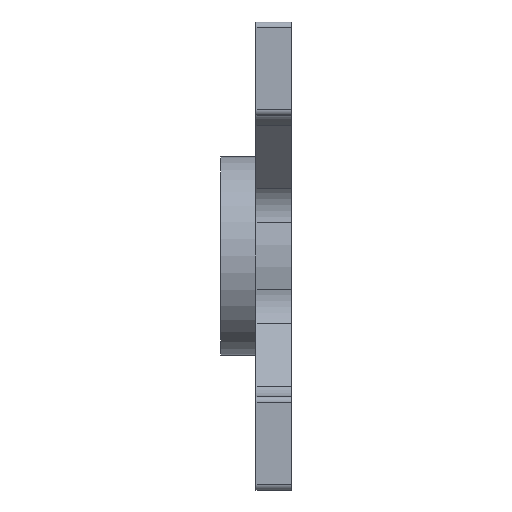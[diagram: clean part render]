
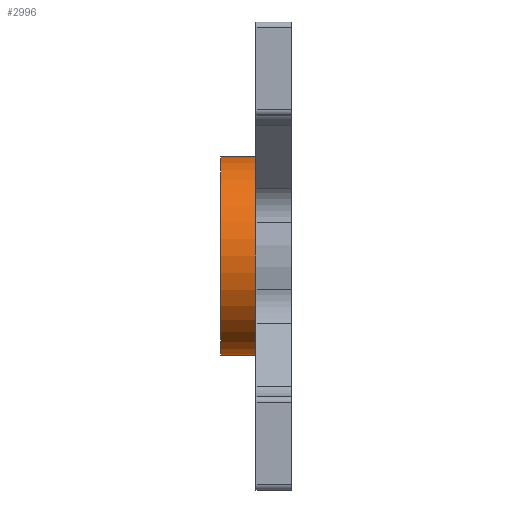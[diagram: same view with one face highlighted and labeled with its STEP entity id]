
A CAD part, left-side view. The second image highlights one B-rep face of the part: STEP entity #2996.
In plain terms, the highlighted cylindrical face has radius 8.5 mm (diameter 17 mm), a partial arc.
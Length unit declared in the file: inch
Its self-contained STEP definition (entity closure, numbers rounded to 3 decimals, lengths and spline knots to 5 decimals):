
#302 = CARTESIAN_POINT ( 'NONE',  ( 0., 1.41896, -0.33465 ) ) ;
#307 = CARTESIAN_POINT ( 'NONE',  ( 0., 1.41896, 0. ) ) ;
#589 = AXIS2_PLACEMENT_3D ( 'NONE', #4473, #3017, #2023 ) ;
#639 = CARTESIAN_POINT ( 'NONE',  ( 0., 0.23622, 0.33465 ) ) ;
#750 = VERTEX_POINT ( 'NONE', #5115 ) ;
#806 = DIRECTION ( 'NONE',  ( 0., -1., 0. ) ) ;
#916 = CARTESIAN_POINT ( 'NONE',  ( 0., 0.23622, 0. ) ) ;
#1237 = DIRECTION ( 'NONE',  ( 0., 0., -1. ) ) ;
#1628 = EDGE_CURVE ( 'NONE', #1960, #5141, #3767, .T. ) ;
#1634 = EDGE_LOOP ( 'NONE', ( #4100, #4970, #3727, #5883 ) ) ;
#1960 = VERTEX_POINT ( 'NONE', #2707 ) ;
#2023 = DIRECTION ( 'NONE',  ( 0., 0., 1. ) ) ;
#2073 = VERTEX_POINT ( 'NONE', #5850 ) ;
#2707 = CARTESIAN_POINT ( 'NONE',  ( 0., 0.23622, -0.33465 ) ) ;
#2770 = CIRCLE ( 'NONE', #589, 0.33465 ) ;
#2858 = VECTOR ( 'NONE', #6448, 39.37008 ) ;
#2996 = ADVANCED_FACE ( 'NONE', ( #3170 ), #5772, .T. ) ;
#3017 = DIRECTION ( 'NONE',  ( 0., 1., 0. ) ) ;
#3170 = FACE_OUTER_BOUND ( 'NONE', #1634, .T. ) ;
#3222 = DIRECTION ( 'NONE',  ( 0., -1., 0. ) ) ;
#3727 = ORIENTED_EDGE ( 'NONE', *, *, #6265, .T. ) ;
#3767 = CIRCLE ( 'NONE', #6253, 0.33465 ) ;
#3974 = DIRECTION ( 'NONE',  ( 0., 1., 0. ) ) ;
#3986 = AXIS2_PLACEMENT_3D ( 'NONE', #307, #3222, #1237 ) ;
#4100 = ORIENTED_EDGE ( 'NONE', *, *, #5700, .F. ) ;
#4269 = LINE ( 'NONE', #5368, #2858 ) ;
#4414 = DIRECTION ( 'NONE',  ( 0., 0., 1. ) ) ;
#4473 = CARTESIAN_POINT ( 'NONE',  ( 0., 0.11811, 0. ) ) ;
#4882 = VECTOR ( 'NONE', #806, 39.37008 ) ;
#4970 = ORIENTED_EDGE ( 'NONE', *, *, #1628, .F. ) ;
#5042 = LINE ( 'NONE', #302, #4882 ) ;
#5115 = CARTESIAN_POINT ( 'NONE',  ( 0., 0.11811, 0.33465 ) ) ;
#5141 = VERTEX_POINT ( 'NONE', #639 ) ;
#5368 = CARTESIAN_POINT ( 'NONE',  ( 0., 1.41896, 0.33465 ) ) ;
#5700 = EDGE_CURVE ( 'NONE', #5141, #750, #4269, .T. ) ;
#5772 = CYLINDRICAL_SURFACE ( 'NONE', #3986, 0.33465 ) ;
#5850 = CARTESIAN_POINT ( 'NONE',  ( 0., 0.11811, -0.33465 ) ) ;
#5883 = ORIENTED_EDGE ( 'NONE', *, *, #6427, .T. ) ;
#6253 = AXIS2_PLACEMENT_3D ( 'NONE', #916, #3974, #4414 ) ;
#6265 = EDGE_CURVE ( 'NONE', #1960, #2073, #5042, .T. ) ;
#6427 = EDGE_CURVE ( 'NONE', #2073, #750, #2770, .T. ) ;
#6448 = DIRECTION ( 'NONE',  ( 0., -1., 0. ) ) ;
